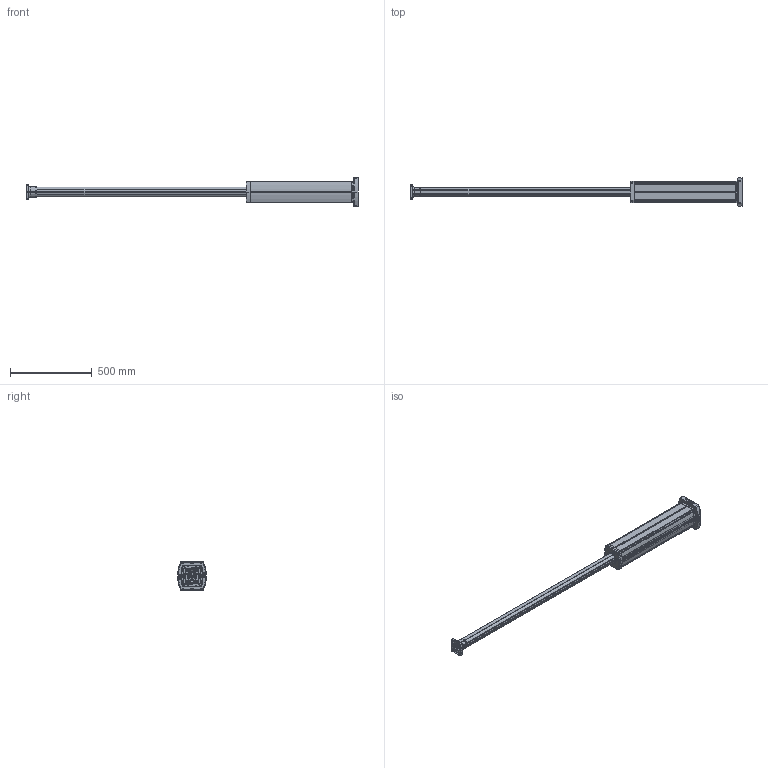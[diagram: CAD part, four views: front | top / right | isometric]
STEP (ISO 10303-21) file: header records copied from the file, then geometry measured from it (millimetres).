
FILE_DESCRIPTION(('CATIA V5 STEP Exchange','CAx-IF Rec.Pracs.--- Model Styling and Organization---1.4--- 2014-01-23'),'2;1');
FILE_NAME('653050-051-052.stp','2019-06-04T07:07:50+00:00',('none'),('none'),'CATIA Version 5-6 Release 2017 SP3','CATIA V5 STEP AP214','none');
FILE_SCHEMA(('AUTOMOTIVE_DESIGN { 1 0 10303 214 1 1 1 1 }'));
Products named in the file (1): 653050-051-052
Bounding box: 2024.5 x 175.5 x 175.5 mm (x, y, z)
Volume: 2380655 mm3; surface area: 2909910.2 mm2
Topology: 24 solids, 24 shells, 9650 faces, 27882 edges, 18400 vertices
Faces by surface type: plane 7624, cylinder 1400, cone 260, torus 170, bspline 164, sphere 24, extrusion 8
Entity records: 319621 total; most frequent: CARTESIAN_POINT 74862, ORIENTED_EDGE 55716, DIRECTION 42134, EDGE_CURVE 27858, VECTOR 21896, LINE 21888, VERTEX_POINT 18400, AXIS2_PLACEMENT_3D 11562
